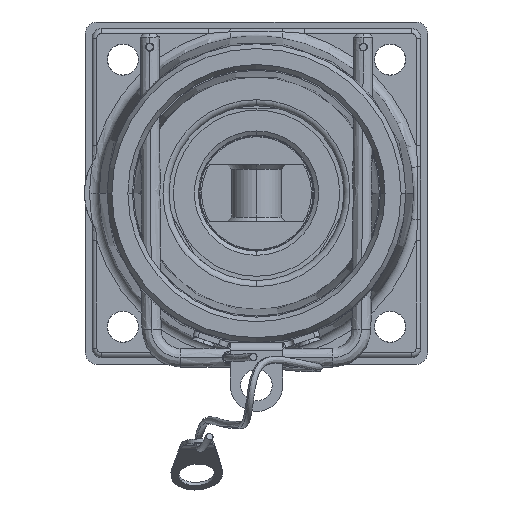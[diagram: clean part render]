
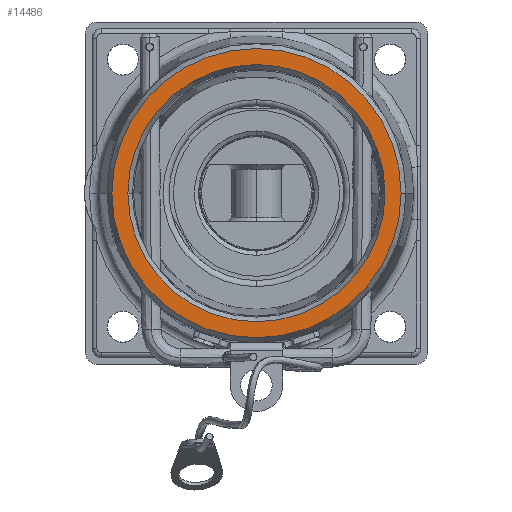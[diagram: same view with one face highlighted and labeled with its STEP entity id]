
A CAD part, left-side view. The second image highlights one B-rep face of the part: STEP entity #14486.
In plain terms, the highlighted planar face has unit normal (-1, 0, 0).
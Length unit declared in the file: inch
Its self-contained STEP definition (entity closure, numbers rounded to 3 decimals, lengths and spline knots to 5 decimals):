
#130 = VERTEX_POINT ( 'NONE', #15135 ) ;
#583 = CARTESIAN_POINT ( 'NONE',  ( -1.58, -1.685, 0. ) ) ;
#1285 = CIRCLE ( 'NONE', #3532, 1.895 ) ;
#1490 = EDGE_CURVE ( 'NONE', #3424, #15176, #14564, .T. ) ;
#1822 = DIRECTION ( 'NONE',  ( -1., 0., 0. ) ) ;
#3353 = DIRECTION ( 'NONE',  ( 0., -1., 0. ) ) ;
#3424 = VERTEX_POINT ( 'NONE', #16844 ) ;
#3532 = AXIS2_PLACEMENT_3D ( 'NONE', #16722, #7066, #4653 ) ;
#3892 = DIRECTION ( 'NONE',  ( 0., -1., 0. ) ) ;
#3985 = DIRECTION ( 'NONE',  ( 1., 0., 0. ) ) ;
#4653 = DIRECTION ( 'NONE',  ( 0., 1., 0. ) ) ;
#4783 = DIRECTION ( 'NONE',  ( 1., 0., 0. ) ) ;
#5244 = CARTESIAN_POINT ( 'NONE',  ( -1.58, 0., 0. ) ) ;
#6077 = AXIS2_PLACEMENT_3D ( 'NONE', #6717, #13552, #10794 ) ;
#6410 = CIRCLE ( 'NONE', #16315, 1.685 ) ;
#6717 = CARTESIAN_POINT ( 'NONE',  ( -1.58, 0., 0. ) ) ;
#7066 = DIRECTION ( 'NONE',  ( -1., 0., 0. ) ) ;
#7803 = AXIS2_PLACEMENT_3D ( 'NONE', #5244, #3985, #3892 ) ;
#7822 = AXIS2_PLACEMENT_3D ( 'NONE', #583, #1822, #12820 ) ;
#8662 = CIRCLE ( 'NONE', #7803, 1.685 ) ;
#10097 = FACE_OUTER_BOUND ( 'NONE', #15086, .T. ) ;
#10224 = CARTESIAN_POINT ( 'NONE',  ( -1.58, 0., 0. ) ) ;
#10314 = CARTESIAN_POINT ( 'NONE',  ( -1.58, 1.685, 0. ) ) ;
#10794 = DIRECTION ( 'NONE',  ( 0., 1., 0. ) ) ;
#12107 = ORIENTED_EDGE ( 'NONE', *, *, #14161, .T. ) ;
#12475 = CARTESIAN_POINT ( 'NONE',  ( -1.58, -1.895, 0. ) ) ;
#12820 = DIRECTION ( 'NONE',  ( 0., 1., 0. ) ) ;
#13077 = EDGE_CURVE ( 'NONE', #15176, #3424, #1285, .T. ) ;
#13385 = EDGE_CURVE ( 'NONE', #130, #17423, #6410, .T. ) ;
#13552 = DIRECTION ( 'NONE',  ( -1., 0., 0. ) ) ;
#14137 = EDGE_LOOP ( 'NONE', ( #12107, #14186 ) ) ;
#14161 = EDGE_CURVE ( 'NONE', #17423, #130, #8662, .T. ) ;
#14170 = PLANE ( 'NONE',  #7822 ) ;
#14186 = ORIENTED_EDGE ( 'NONE', *, *, #13385, .T. ) ;
#14486 = ADVANCED_FACE ( 'NONE', ( #10097, #14498 ), #14170, .T. ) ;
#14498 = FACE_BOUND ( 'NONE', #14137, .T. ) ;
#14564 = CIRCLE ( 'NONE', #6077, 1.895 ) ;
#15086 = EDGE_LOOP ( 'NONE', ( #16711, #17507 ) ) ;
#15135 = CARTESIAN_POINT ( 'NONE',  ( -1.58, -1.685, 0. ) ) ;
#15176 = VERTEX_POINT ( 'NONE', #12475 ) ;
#16315 = AXIS2_PLACEMENT_3D ( 'NONE', #10224, #4783, #3353 ) ;
#16711 = ORIENTED_EDGE ( 'NONE', *, *, #13077, .T. ) ;
#16722 = CARTESIAN_POINT ( 'NONE',  ( -1.58, 0., 0. ) ) ;
#16844 = CARTESIAN_POINT ( 'NONE',  ( -1.58, 1.895, 0. ) ) ;
#17423 = VERTEX_POINT ( 'NONE', #10314 ) ;
#17507 = ORIENTED_EDGE ( 'NONE', *, *, #1490, .T. ) ;
